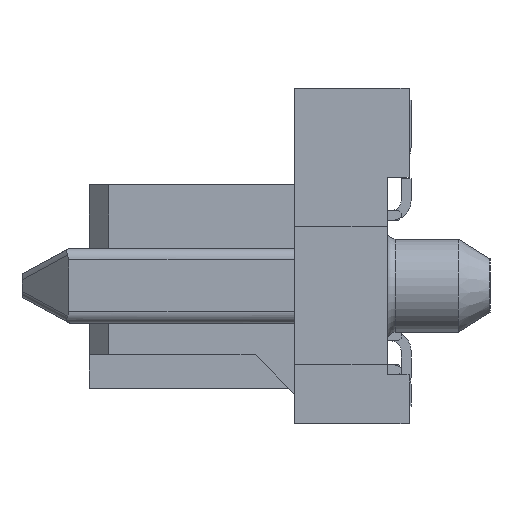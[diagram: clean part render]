
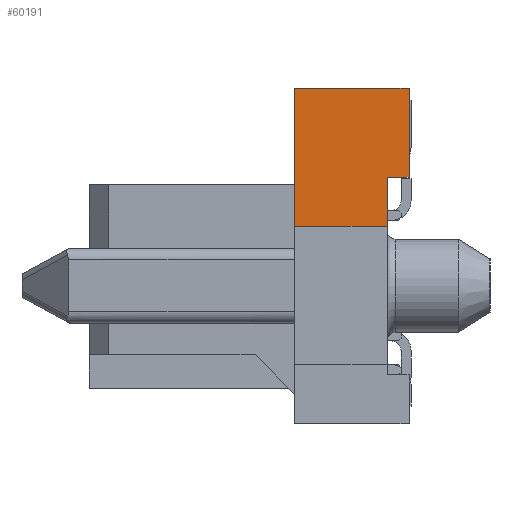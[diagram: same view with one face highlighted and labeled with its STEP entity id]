
A CAD part, left-side view. The second image highlights one B-rep face of the part: STEP entity #60191.
In plain terms, the highlighted planar face has unit normal (-1, 0, 0).
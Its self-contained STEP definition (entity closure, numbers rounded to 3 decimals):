
#4808 = VERTEX_POINT ( 'NONE', #24377 ) ;
#4813 = VERTEX_POINT ( 'NONE', #24193 ) ;
#7978 = VERTEX_POINT ( 'NONE', #68325 ) ;
#7981 = VERTEX_POINT ( 'NONE', #68310 ) ;
#17170 = AXIS2_PLACEMENT_3D ( 'NONE', #48981, #48985, #48986 ) ;
#21459 = VERTEX_POINT ( 'NONE', #69344 ) ;
#21462 = VERTEX_POINT ( 'NONE', #69347 ) ;
#24193 = CARTESIAN_POINT ( 'NONE',  ( -21.365, 0., 5. ) ) ;
#24377 = CARTESIAN_POINT ( 'NONE',  ( -21.365, 0., 2.74 ) ) ;
#30925 = EDGE_LOOP ( 'NONE', ( #33137, #33135, #33133, #33131, #33129, #33127 ) ) ;
#33127 = ORIENTED_EDGE ( 'NONE', *, *, #64818, .T. ) ;
#33129 = ORIENTED_EDGE ( 'NONE', *, *, #65116, .T. ) ;
#33131 = ORIENTED_EDGE ( 'NONE', *, *, #65467, .F. ) ;
#33133 = ORIENTED_EDGE ( 'NONE', *, *, #64811, .F. ) ;
#33135 = ORIENTED_EDGE ( 'NONE', *, *, #64810, .T. ) ;
#33137 = ORIENTED_EDGE ( 'NONE', *, *, #65492, .T. ) ;
#48981 = CARTESIAN_POINT ( 'NONE',  ( -21.365, 2.9, -3.5 ) ) ;
#48983 = PLANE ( 'NONE',  #17170 ) ;
#48985 = DIRECTION ( 'NONE',  ( 1., 0., 0. ) ) ;
#48986 = DIRECTION ( 'NONE',  ( 0., 0., 1. ) ) ;
#49780 = FACE_OUTER_BOUND ( 'NONE', #30925, .T. ) ;
#55410 = CARTESIAN_POINT ( 'NONE',  ( -21.365, 0., -3.5 ) ) ;
#55419 = CARTESIAN_POINT ( 'NONE',  ( -21.365, 0., 2.74 ) ) ;
#55421 = DIRECTION ( 'NONE',  ( 0., -1., 0. ) ) ;
#55422 = DIRECTION ( 'NONE',  ( 0., 0., -1. ) ) ;
#55429 = CARTESIAN_POINT ( 'NONE',  ( -21.365, 2.9, 1.5 ) ) ;
#55436 = DIRECTION ( 'NONE',  ( 0., -1., 0. ) ) ;
#55687 = LINE ( 'NONE', #55410, #55694 ) ;
#55689 = LINE ( 'NONE', #55419, #55692 ) ;
#55692 = VECTOR ( 'NONE', #55421, 1000. ) ;
#55694 = VECTOR ( 'NONE', #55422, 1000. ) ;
#55701 = LINE ( 'NONE', #55429, #55708 ) ;
#55708 = VECTOR ( 'NONE', #55436, 1000. ) ;
#56252 = LINE ( 'NONE', #57262, #56255 ) ;
#56255 = VECTOR ( 'NONE', #57263, 1000. ) ;
#57262 = CARTESIAN_POINT ( 'NONE',  ( -21.365, 2.9, -3.5 ) ) ;
#57263 = DIRECTION ( 'NONE',  ( 0., 0., -1. ) ) ;
#57999 = CARTESIAN_POINT ( 'NONE',  ( -21.365, 2.9, 5. ) ) ;
#58000 = DIRECTION ( 'NONE',  ( 0., -1., 0. ) ) ;
#58041 = DIRECTION ( 'NONE',  ( 0., 0., 1. ) ) ;
#58045 = CARTESIAN_POINT ( 'NONE',  ( -21.365, 0.55, 2.74 ) ) ;
#59322 = LINE ( 'NONE', #57999, #59327 ) ;
#59327 = VECTOR ( 'NONE', #58000, 1000. ) ;
#59421 = LINE ( 'NONE', #58045, #59425 ) ;
#59425 = VECTOR ( 'NONE', #58041, 1000. ) ;
#60191 = ADVANCED_FACE ( 'NONE', ( #49780 ), #48983, .F. ) ;
#64810 = EDGE_CURVE ( 'NONE', #7981, #4808, #55689, .T. ) ;
#64811 = EDGE_CURVE ( 'NONE', #4813, #4808, #55687, .T. ) ;
#64818 = EDGE_CURVE ( 'NONE', #21462, #7978, #55701, .T. ) ;
#65116 = EDGE_CURVE ( 'NONE', #21459, #21462, #56252, .T. ) ;
#65467 = EDGE_CURVE ( 'NONE', #21459, #4813, #59322, .T. ) ;
#65492 = EDGE_CURVE ( 'NONE', #7978, #7981, #59421, .T. ) ;
#68310 = CARTESIAN_POINT ( 'NONE',  ( -21.365, 0.55, 2.74 ) ) ;
#68325 = CARTESIAN_POINT ( 'NONE',  ( -21.365, 0.55, 1.5 ) ) ;
#69344 = CARTESIAN_POINT ( 'NONE',  ( -21.365, 2.9, 5. ) ) ;
#69347 = CARTESIAN_POINT ( 'NONE',  ( -21.365, 2.9, 1.5 ) ) ;
